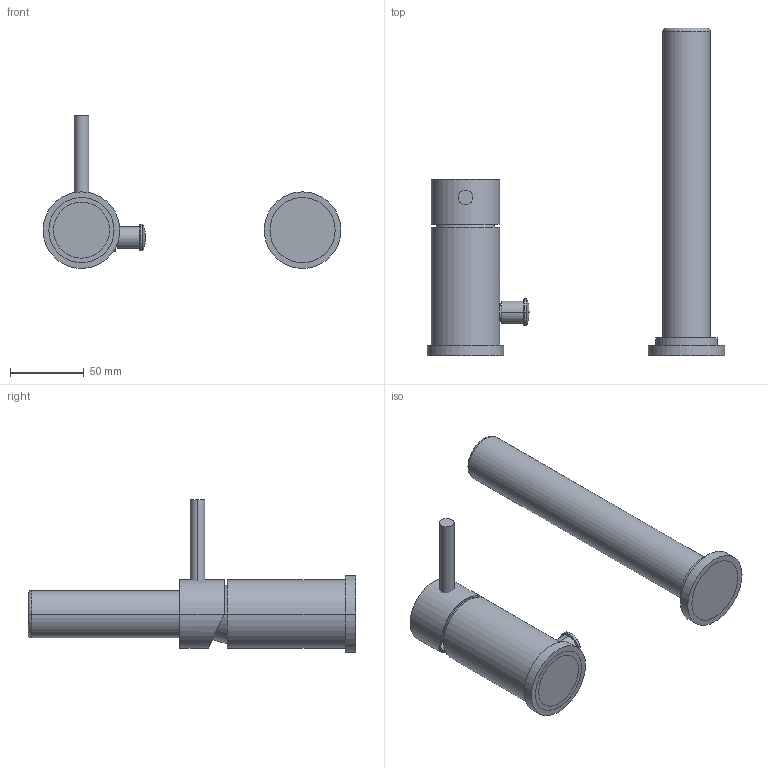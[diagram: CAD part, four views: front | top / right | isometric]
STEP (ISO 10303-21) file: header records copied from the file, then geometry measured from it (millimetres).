
FILE_DESCRIPTION((''),'2;1');
FILE_NAME('SK041LCR','2021-01-15T16:33:20',('ut3'),('PAFFONI SpA'),'CREO PARAMETRIC BY PTC INC, 2020044','CREO PARAMETRIC BY PTC INC, 2020044','');
FILE_SCHEMA(('CONFIG_CONTROL_DESIGN','SHAPE_APPEARANCE_LAYERS_GROUPS'));
Length unit declared in the file: millimetre
Products named in the file (1): SK041LCR
Bounding box: 202 x 222 x 103.75 mm (x, y, z)
Surface area: 64792.8 mm2 (no closed solid volume)
Topology: 0 solids, 15 shells, 51 faces, 118 edges, 78 vertices
Faces by surface type: cylinder 21, plane 16, torus 6, bspline 4, cone 2, sphere 2
Entity records: 2047 total; most frequent: CARTESIAN_POINT 462, DIRECTION 279, ORIENTED_EDGE 186, AXIS2_PLACEMENT_3D 124, EDGE_CURVE 114, VERTEX_POINT 78, CIRCLE 77, FILL_AREA_STYLE_COLOUR 55
